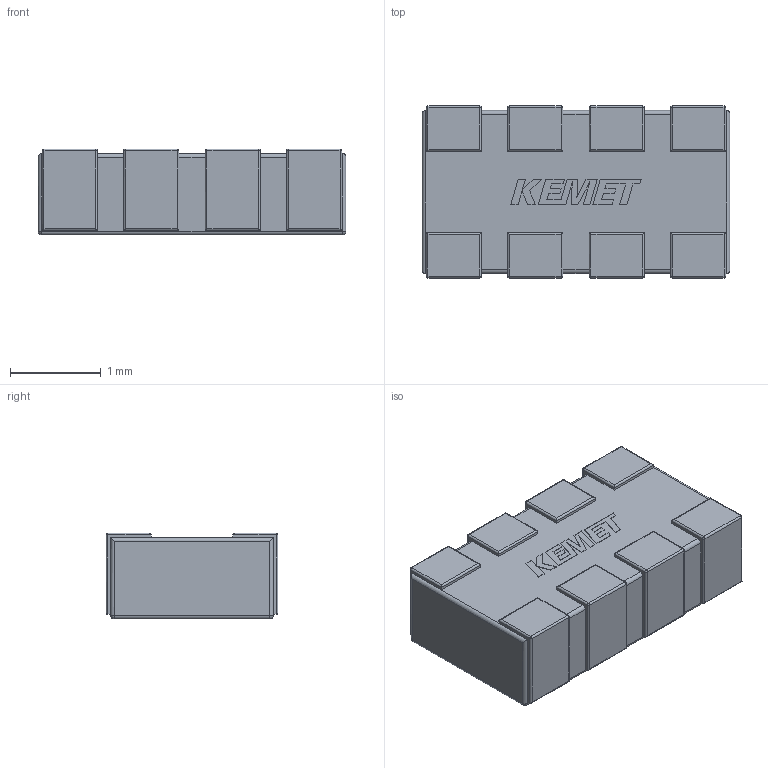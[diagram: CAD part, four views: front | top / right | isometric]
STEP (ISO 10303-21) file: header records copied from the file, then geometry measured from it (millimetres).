
FILE_DESCRIPTION (( 'STEP AP214' ), '1' );
FILE_NAME ('CCN_A4K_0612_L1.8W3.4T0.9P0.9.STEP', '2021-03-22T17:06:12', ( '' ), ( '' ), 'SwSTEP 2.0', 'SolidWorks 2014', '' );
FILE_SCHEMA (( 'AUTOMOTIVE_DESIGN' ));
Length unit declared in the file: millimetre
Products named in the file (1): CCN_A4K_0612_L1.8W3.4T0.9P0.9
Bounding box: 3.4 x 1.9 x 0.95 mm (x, y, z)
Volume: 5.8 mm3; surface area: 23.5 mm2
Topology: 4 solids, 4 shells, 203 faces, 509 edges, 294 vertices
Faces by surface type: plane 111, cylinder 72, sphere 20
Entity records: 8021 total; most frequent: CARTESIAN_POINT 1095, ORIENTED_EDGE 978, DIRECTION 933, EDGE_CURVE 489, VECTOR 381, LINE 381, VERTEX_POINT 294, AXIS2_PLACEMENT_3D 276
